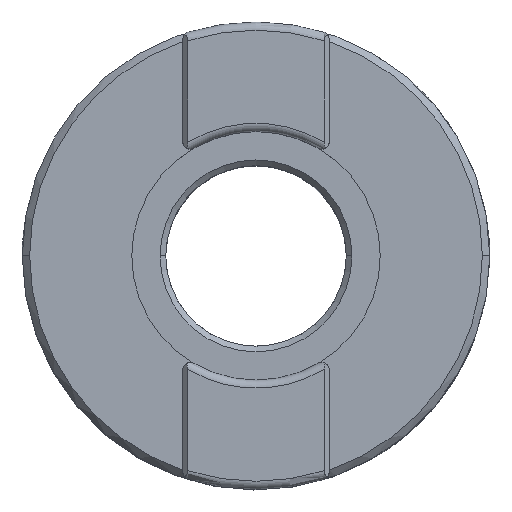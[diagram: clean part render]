
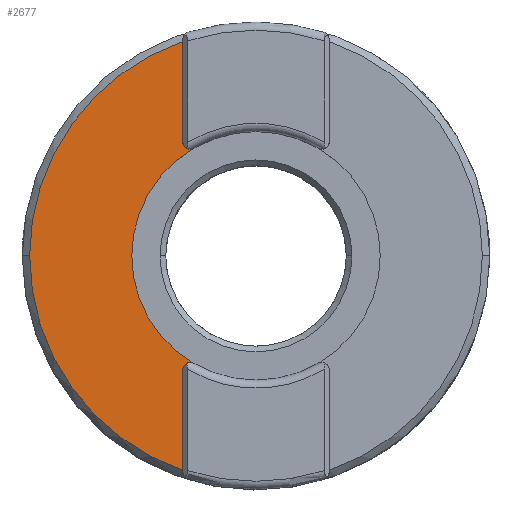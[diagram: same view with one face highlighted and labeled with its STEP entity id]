
A CAD part, top view. The second image highlights one B-rep face of the part: STEP entity #2677.
In plain terms, the highlighted planar face has unit normal (0, 0, 1).
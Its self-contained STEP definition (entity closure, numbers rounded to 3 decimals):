
#51 = CIRCLE ( 'NONE', #2438, 27.6 ) ;
#101 = CIRCLE ( 'NONE', #1467, 15.15 ) ;
#203 = ORIENTED_EDGE ( 'NONE', *, *, #3445, .F. ) ;
#227 = CARTESIAN_POINT ( 'NONE',  ( -15.15, 0., 26.9 ) ) ;
#232 = DIRECTION ( 'NONE',  ( 1., 0., 0. ) ) ;
#384 = AXIS2_PLACEMENT_3D ( 'NONE', #3676, #902, #1201 ) ;
#399 = CIRCLE ( 'NONE', #2371, 15.15 ) ;
#418 = DIRECTION ( 'NONE',  ( 1., 0., 0. ) ) ;
#487 = CARTESIAN_POINT ( 'NONE',  ( 0., 0., 26.9 ) ) ;
#516 = CARTESIAN_POINT ( 'NONE',  ( 0., 0., 26.9 ) ) ;
#529 = DIRECTION ( 'NONE',  ( 0., 1., 0. ) ) ;
#566 = ORIENTED_EDGE ( 'NONE', *, *, #1206, .T. ) ;
#633 = CARTESIAN_POINT ( 'NONE',  ( -8.915, 13.905, 26.9 ) ) ;
#662 = LINE ( 'NONE', #1574, #2600 ) ;
#672 = CARTESIAN_POINT ( 'NONE',  ( 0., 0., 26.9 ) ) ;
#680 = CARTESIAN_POINT ( 'NONE',  ( -8.015, -13.905, 26.9 ) ) ;
#718 = DIRECTION ( 'NONE',  ( 1., 0., 0. ) ) ;
#746 = ORIENTED_EDGE ( 'NONE', *, *, #975, .T. ) ;
#902 = DIRECTION ( 'NONE',  ( 0., 0., -1. ) ) ;
#953 = DIRECTION ( 'NONE',  ( 0., 0., -1. ) ) ;
#967 = EDGE_CURVE ( 'NONE', #1959, #1758, #662, .T. ) ;
#975 = EDGE_CURVE ( 'NONE', #1970, #2443, #995, .T. ) ;
#995 = CIRCLE ( 'NONE', #2185, 0.9 ) ;
#999 = EDGE_CURVE ( 'NONE', #2443, #2945, #101, .T. ) ;
#1071 = CARTESIAN_POINT ( 'NONE',  ( -8.915, 27.07, 26.9 ) ) ;
#1076 = DIRECTION ( 'NONE',  ( 0., 0., -1. ) ) ;
#1180 = CARTESIAN_POINT ( 'NONE',  ( -8.915, -13.905, 26.9 ) ) ;
#1201 = DIRECTION ( 'NONE',  ( 1., 0., 0. ) ) ;
#1203 = CARTESIAN_POINT ( 'NONE',  ( -7.566, 13.126, 26.9 ) ) ;
#1206 = EDGE_CURVE ( 'NONE', #2220, #1959, #3407, .T. ) ;
#1222 = ORIENTED_EDGE ( 'NONE', *, *, #2711, .T. ) ;
#1347 = DIRECTION ( 'NONE',  ( 0., 0., -1. ) ) ;
#1467 = AXIS2_PLACEMENT_3D ( 'NONE', #3275, #2655, #3572 ) ;
#1547 = EDGE_LOOP ( 'NONE', ( #1222, #746, #2306, #3546, #566, #2579, #2763, #203 ) ) ;
#1549 = CIRCLE ( 'NONE', #2011, 27.6 ) ;
#1574 = CARTESIAN_POINT ( 'NONE',  ( -8.915, 27.07, 26.9 ) ) ;
#1672 = CARTESIAN_POINT ( 'NONE',  ( -27.6, 0., 26.9 ) ) ;
#1758 = VERTEX_POINT ( 'NONE', #1880 ) ;
#1839 = VERTEX_POINT ( 'NONE', #1672 ) ;
#1880 = CARTESIAN_POINT ( 'NONE',  ( -8.915, 26.121, 26.9 ) ) ;
#1932 = DIRECTION ( 'NONE',  ( 1., 0., 0. ) ) ;
#1959 = VERTEX_POINT ( 'NONE', #633 ) ;
#1970 = VERTEX_POINT ( 'NONE', #1180 ) ;
#2011 = AXIS2_PLACEMENT_3D ( 'NONE', #2190, #1347, #3335 ) ;
#2102 = VERTEX_POINT ( 'NONE', #2557 ) ;
#2123 = DIRECTION ( 'NONE',  ( 0., 0., -1. ) ) ;
#2178 = DIRECTION ( 'NONE',  ( 0., 0., 1. ) ) ;
#2185 = AXIS2_PLACEMENT_3D ( 'NONE', #680, #953, #718 ) ;
#2190 = CARTESIAN_POINT ( 'NONE',  ( 0., 0., 26.9 ) ) ;
#2220 = VERTEX_POINT ( 'NONE', #1203 ) ;
#2306 = ORIENTED_EDGE ( 'NONE', *, *, #999, .T. ) ;
#2370 = DIRECTION ( 'NONE',  ( 0., 1., 0. ) ) ;
#2371 = AXIS2_PLACEMENT_3D ( 'NONE', #672, #2123, #418 ) ;
#2403 = FACE_OUTER_BOUND ( 'NONE', #1547, .T. ) ;
#2438 = AXIS2_PLACEMENT_3D ( 'NONE', #487, #1076, #1932 ) ;
#2443 = VERTEX_POINT ( 'NONE', #3426 ) ;
#2469 = LINE ( 'NONE', #1071, #3013 ) ;
#2537 = EDGE_CURVE ( 'NONE', #2945, #2220, #399, .T. ) ;
#2557 = CARTESIAN_POINT ( 'NONE',  ( -8.915, -26.121, 26.9 ) ) ;
#2579 = ORIENTED_EDGE ( 'NONE', *, *, #967, .T. ) ;
#2600 = VECTOR ( 'NONE', #2370, 1000. ) ;
#2655 = DIRECTION ( 'NONE',  ( 0., 0., -1. ) ) ;
#2677 = ADVANCED_FACE ( 'NONE', ( #2403 ), #3367, .T. ) ;
#2711 = EDGE_CURVE ( 'NONE', #2102, #1970, #2469, .T. ) ;
#2763 = ORIENTED_EDGE ( 'NONE', *, *, #2998, .F. ) ;
#2783 = AXIS2_PLACEMENT_3D ( 'NONE', #516, #2178, #232 ) ;
#2945 = VERTEX_POINT ( 'NONE', #227 ) ;
#2998 = EDGE_CURVE ( 'NONE', #1839, #1758, #1549, .T. ) ;
#3013 = VECTOR ( 'NONE', #529, 1000. ) ;
#3275 = CARTESIAN_POINT ( 'NONE',  ( 0., 0., 26.9 ) ) ;
#3335 = DIRECTION ( 'NONE',  ( 1., 0., 0. ) ) ;
#3367 = PLANE ( 'NONE',  #2783 ) ;
#3407 = CIRCLE ( 'NONE', #384, 0.9 ) ;
#3426 = CARTESIAN_POINT ( 'NONE',  ( -7.566, -13.126, 26.9 ) ) ;
#3445 = EDGE_CURVE ( 'NONE', #2102, #1839, #51, .T. ) ;
#3546 = ORIENTED_EDGE ( 'NONE', *, *, #2537, .T. ) ;
#3572 = DIRECTION ( 'NONE',  ( 1., 0., 0. ) ) ;
#3676 = CARTESIAN_POINT ( 'NONE',  ( -8.015, 13.905, 26.9 ) ) ;
